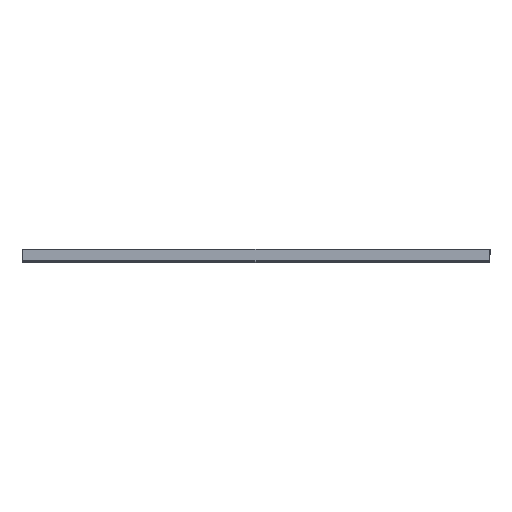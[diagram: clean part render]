
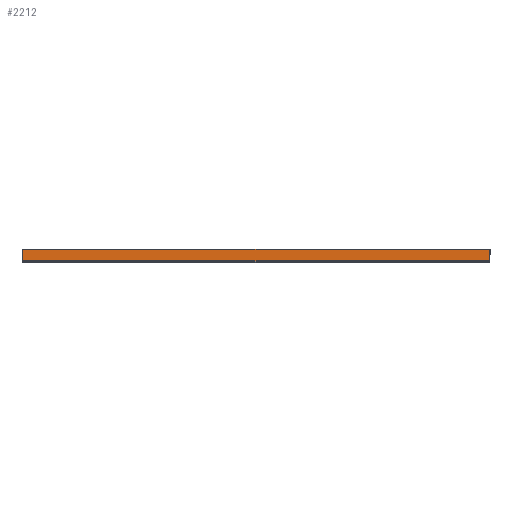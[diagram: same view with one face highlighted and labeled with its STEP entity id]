
A CAD part, front view. The second image highlights one B-rep face of the part: STEP entity #2212.
In plain terms, the highlighted planar face has unit normal (0, -1, 0).
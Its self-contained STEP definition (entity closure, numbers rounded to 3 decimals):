
#99 = DIRECTION ( 'NONE',  ( 0., 0., 1. ) ) ;
#126 = CARTESIAN_POINT ( 'NONE',  ( 0.877, 0., 12.2 ) ) ;
#256 = CARTESIAN_POINT ( 'NONE',  ( 0.877, 0., 0. ) ) ;
#366 = LINE ( 'NONE', #637, #1065 ) ;
#387 = AXIS2_PLACEMENT_3D ( 'NONE', #2361, #2156, #99 ) ;
#622 = ORIENTED_EDGE ( 'NONE', *, *, #2357, .T. ) ;
#637 = CARTESIAN_POINT ( 'NONE',  ( 0., 0., 12.2 ) ) ;
#697 = LINE ( 'NONE', #256, #2129 ) ;
#744 = DIRECTION ( 'NONE',  ( -1., 0., 0. ) ) ;
#846 = VERTEX_POINT ( 'NONE', #2207 ) ;
#852 = EDGE_LOOP ( 'NONE', ( #2384, #1836, #622, #1041 ) ) ;
#894 = PLANE ( 'NONE',  #387 ) ;
#919 = CARTESIAN_POINT ( 'NONE',  ( 0., 0., 1. ) ) ;
#971 = VERTEX_POINT ( 'NONE', #2283 ) ;
#1041 = ORIENTED_EDGE ( 'NONE', *, *, #1373, .F. ) ;
#1065 = VECTOR ( 'NONE', #1834, 1000. ) ;
#1373 = EDGE_CURVE ( 'NONE', #971, #1855, #697, .T. ) ;
#1698 = LINE ( 'NONE', #2111, #2627 ) ;
#1834 = DIRECTION ( 'NONE',  ( -1., 0., 0. ) ) ;
#1836 = ORIENTED_EDGE ( 'NONE', *, *, #2106, .T. ) ;
#1855 = VERTEX_POINT ( 'NONE', #126 ) ;
#1870 = VECTOR ( 'NONE', #744, 1000. ) ;
#2062 = VERTEX_POINT ( 'NONE', #2278 ) ;
#2068 = DIRECTION ( 'NONE',  ( 0., 0., 1. ) ) ;
#2106 = EDGE_CURVE ( 'NONE', #2062, #846, #1698, .T. ) ;
#2111 = CARTESIAN_POINT ( 'NONE',  ( 448.123, 0., 0. ) ) ;
#2129 = VECTOR ( 'NONE', #2068, 1000. ) ;
#2142 = DIRECTION ( 'NONE',  ( 0., 0., 1. ) ) ;
#2156 = DIRECTION ( 'NONE',  ( 0., 1., 0. ) ) ;
#2207 = CARTESIAN_POINT ( 'NONE',  ( 448.123, 0., 12.2 ) ) ;
#2212 = ADVANCED_FACE ( 'NONE', ( #2305 ), #894, .F. ) ;
#2278 = CARTESIAN_POINT ( 'NONE',  ( 448.123, 0., 1. ) ) ;
#2283 = CARTESIAN_POINT ( 'NONE',  ( 0.877, 0., 1. ) ) ;
#2291 = EDGE_CURVE ( 'NONE', #2062, #971, #2519, .T. ) ;
#2305 = FACE_OUTER_BOUND ( 'NONE', #852, .T. ) ;
#2357 = EDGE_CURVE ( 'NONE', #846, #1855, #366, .T. ) ;
#2361 = CARTESIAN_POINT ( 'NONE',  ( 0., 0., 0. ) ) ;
#2384 = ORIENTED_EDGE ( 'NONE', *, *, #2291, .F. ) ;
#2519 = LINE ( 'NONE', #919, #1870 ) ;
#2627 = VECTOR ( 'NONE', #2142, 1000. ) ;
